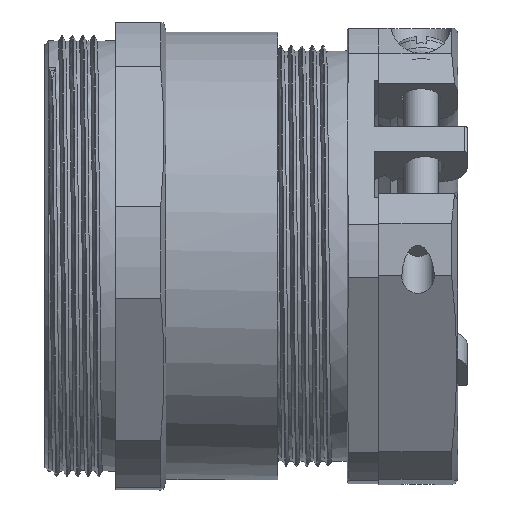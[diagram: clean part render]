
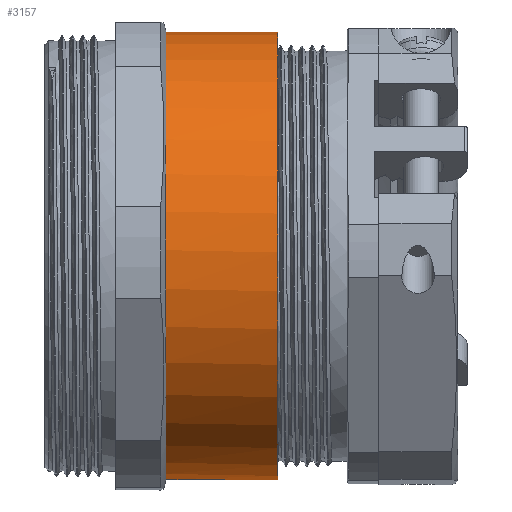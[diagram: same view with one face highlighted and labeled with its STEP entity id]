
A CAD part, front view. The second image highlights one B-rep face of the part: STEP entity #3157.
In plain terms, the highlighted cylindrical face has radius 31.71 mm (diameter 63.42 mm), a full revolution.
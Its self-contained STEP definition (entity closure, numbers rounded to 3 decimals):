
#156=FACE_BOUND('',#693,.T.);
#293=CYLINDRICAL_SURFACE('',#3440,31.71);
#488=FACE_OUTER_BOUND('',#692,.T.);
#692=EDGE_LOOP('',(#2591));
#693=EDGE_LOOP('',(#2592));
#1234=CIRCLE('',#3412,31.71);
#1247=CIRCLE('',#3439,31.71);
#1460=VERTEX_POINT('',#19403);
#1485=VERTEX_POINT('',#19491);
#1844=EDGE_CURVE('',#1460,#1460,#1234,.T.);
#1881=EDGE_CURVE('',#1485,#1485,#1247,.T.);
#2591=ORIENTED_EDGE('',*,*,#1844,.F.);
#2592=ORIENTED_EDGE('',*,*,#1881,.T.);
#3157=ADVANCED_FACE('',(#488,#156),#293,.T.);
#3412=AXIS2_PLACEMENT_3D('',#19404,#4035,#4036);
#3439=AXIS2_PLACEMENT_3D('',#19492,#4107,#4108);
#3440=AXIS2_PLACEMENT_3D('',#19493,#4109,#4110);
#4035=DIRECTION('center_axis',(1.,0.,0.));
#4036=DIRECTION('ref_axis',(0.,0.,-1.));
#4107=DIRECTION('center_axis',(1.,0.,0.));
#4108=DIRECTION('ref_axis',(0.,0.,-1.));
#4109=DIRECTION('center_axis',(1.,0.,0.));
#4110=DIRECTION('ref_axis',(0.,1.,0.));
#19403=CARTESIAN_POINT('',(0.,31.71,0.));
#19404=CARTESIAN_POINT('Origin',(0.,0.,
0.));
#19491=CARTESIAN_POINT('',(-15.83,31.71,0.));
#19492=CARTESIAN_POINT('Origin',(-15.83,0.,0.));
#19493=CARTESIAN_POINT('Origin',(-7.915,0.,0.));
